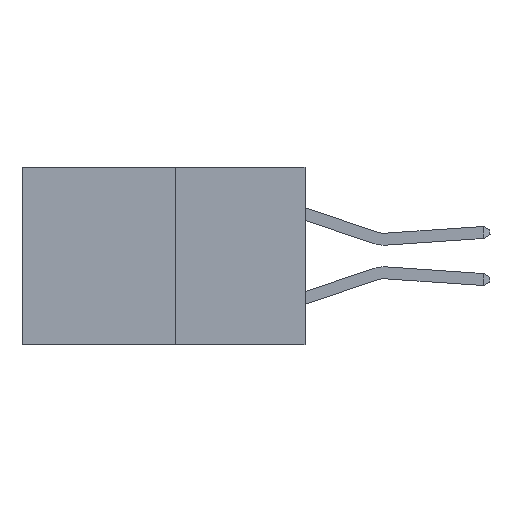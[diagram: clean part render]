
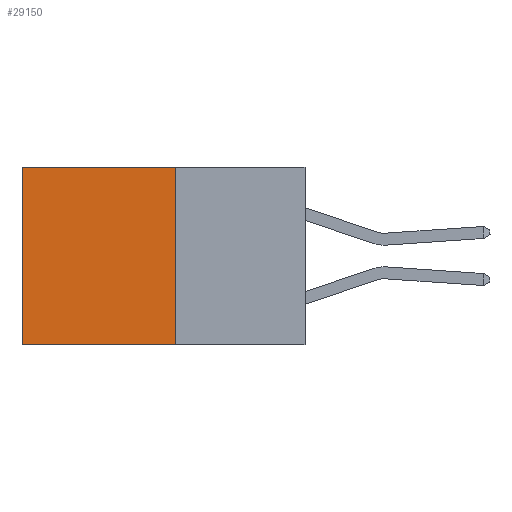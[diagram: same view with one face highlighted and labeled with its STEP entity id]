
A CAD part, left-side view. The second image highlights one B-rep face of the part: STEP entity #29150.
In plain terms, the highlighted planar face has unit normal (-1, 0, 0).
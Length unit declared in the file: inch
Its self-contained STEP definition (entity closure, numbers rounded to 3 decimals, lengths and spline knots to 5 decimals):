
#287 = EDGE_CURVE ( 'NONE', #4792, #7518, #6474, .T. ) ;
#634 = ORIENTED_EDGE ( 'NONE', *, *, #13278, .F. ) ;
#3030 = VECTOR ( 'NONE', #25229, 39.37008 ) ;
#3168 = EDGE_CURVE ( 'NONE', #14763, #4792, #27944, .T. ) ;
#3833 = DIRECTION ( 'NONE',  ( 0., 0., -1. ) ) ;
#3885 = DIRECTION ( 'NONE',  ( 0., 0., -1. ) ) ;
#4639 = CARTESIAN_POINT ( 'NONE',  ( 0.277, 0.59, 0. ) ) ;
#4792 = VERTEX_POINT ( 'NONE', #4639 ) ;
#4860 = CARTESIAN_POINT ( 'NONE',  ( 0.277, 0.27, -0.37 ) ) ;
#5176 = ORIENTED_EDGE ( 'NONE', *, *, #287, .T. ) ;
#6474 = LINE ( 'NONE', #7347, #24428 ) ;
#6773 = LINE ( 'NONE', #4860, #18567 ) ;
#7014 = LINE ( 'NONE', #14586, #18815 ) ;
#7347 = CARTESIAN_POINT ( 'NONE',  ( 0.277, 0.59, -0.37 ) ) ;
#7518 = VERTEX_POINT ( 'NONE', #17292 ) ;
#9627 = DIRECTION ( 'NONE',  ( 0., 1., 0. ) ) ;
#9998 = DIRECTION ( 'NONE',  ( 0., 0., -1. ) ) ;
#12427 = FACE_OUTER_BOUND ( 'NONE', #24028, .T. ) ;
#13278 = EDGE_CURVE ( 'NONE', #13893, #7518, #6773, .T. ) ;
#13893 = VERTEX_POINT ( 'NONE', #16253 ) ;
#14586 = CARTESIAN_POINT ( 'NONE',  ( 0.277, 0.27, -0.37 ) ) ;
#14763 = VERTEX_POINT ( 'NONE', #19739 ) ;
#15583 = CARTESIAN_POINT ( 'NONE',  ( 0.277, 0.27, -0.37 ) ) ;
#16253 = CARTESIAN_POINT ( 'NONE',  ( 0.277, 0.27, -0.37 ) ) ;
#17292 = CARTESIAN_POINT ( 'NONE',  ( 0.277, 0.59, -0.37 ) ) ;
#17941 = DIRECTION ( 'NONE',  ( 1., 0., 0. ) ) ;
#18567 = VECTOR ( 'NONE', #9627, 39.37008 ) ;
#18815 = VECTOR ( 'NONE', #9998, 39.37008 ) ;
#19171 = AXIS2_PLACEMENT_3D ( 'NONE', #15583, #17941, #3833 ) ;
#19739 = CARTESIAN_POINT ( 'NONE',  ( 0.277, 0.27, 0. ) ) ;
#20570 = ORIENTED_EDGE ( 'NONE', *, *, #3168, .T. ) ;
#21820 = EDGE_CURVE ( 'NONE', #14763, #13893, #7014, .T. ) ;
#24028 = EDGE_LOOP ( 'NONE', ( #5176, #634, #29979, #20570 ) ) ;
#24428 = VECTOR ( 'NONE', #3885, 39.37008 ) ;
#25229 = DIRECTION ( 'NONE',  ( 0., 1., 0. ) ) ;
#25298 = CARTESIAN_POINT ( 'NONE',  ( 0.277, 0.27, 0. ) ) ;
#27944 = LINE ( 'NONE', #25298, #3030 ) ;
#29150 = ADVANCED_FACE ( 'NONE', ( #12427 ), #29466, .F. ) ;
#29466 = PLANE ( 'NONE',  #19171 ) ;
#29979 = ORIENTED_EDGE ( 'NONE', *, *, #21820, .F. ) ;
